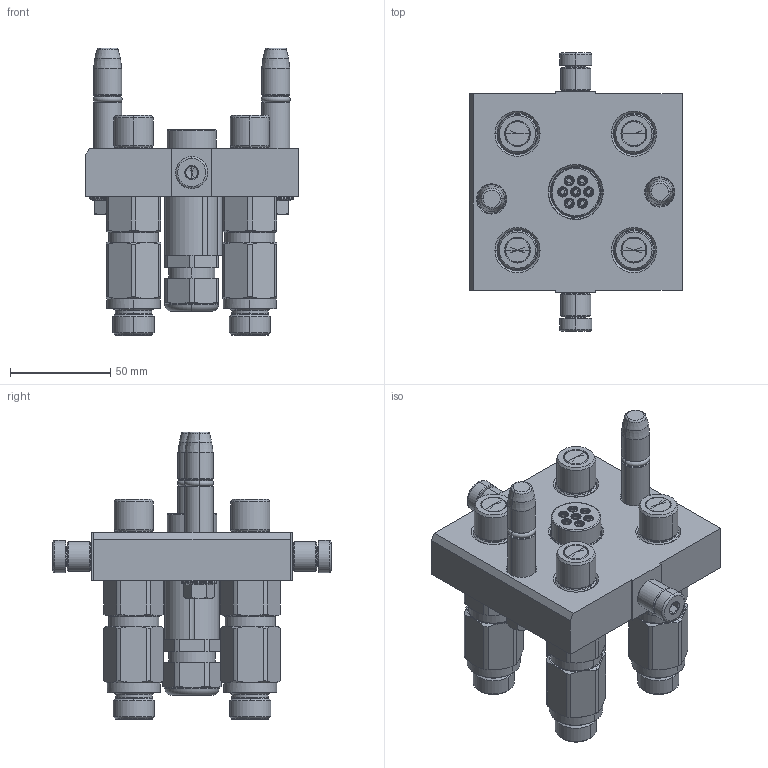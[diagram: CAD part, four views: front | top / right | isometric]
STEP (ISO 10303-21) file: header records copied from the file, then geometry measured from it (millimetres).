
FILE_DESCRIPTION (( 'STEP AP214' ), '1' );
FILE_NAME ('FASTER.step', '2024-11-25T10:36:02', ( '' ), ( '' ), 'SwSTEP 2.0', 'SolidWorks 2017', '' );
FILE_SCHEMA (( 'AUTOMOTIVE_DESIGN' ));
Length unit declared in the file: millimetre
Products named in the file (14): 3ffnp3811_12sm; 1540_080_0008_000; FASTER; 4830_044_0000_000; or2_62x9_19_m; corspel08-7_m; et002; 4830_028_1000_011; P506-1_M_BASE; 4830_021_0000_000; 4830_010_0000_011; 4830_013_3000_030; conn_7p_m
Assembly tree (23 placements, depth 3):
  FASTER
    P506-1_M_BASE
      4830_010_0000_011
      4830_021_0000_000  x2
      1540_080_0008_000  x2
      4830_013_3000_030  x2
      4830_028_1000_011  x2
      or2_62x9_19_m  x2
    3ffnp3811_12sm  x4
      3ffnp3811_12sm
    conn_7p_m
      4830_044_0000_000  x3
      corspel08-7_m
    et002
Bounding box: 106.3 x 138.6 x 143.41 mm (x, y, z)
Volume: 2873.9 mm3; surface area: 123516.9 mm2
Topology: 5 solids, 77 shells, 2214 faces, 6018 edges, 3892 vertices
Faces by surface type: plane 1132, cylinder 418, cone 380, torus 200, bspline 78, sphere 6
Entity records: 51351 total; most frequent: CARTESIAN_POINT 12440, ORIENTED_EDGE 7030, DIRECTION 6830, EDGE_CURVE 3645, VECTOR 2498, LINE 2498, VERTEX_POINT 2366, AXIS2_PLACEMENT_3D 2166
